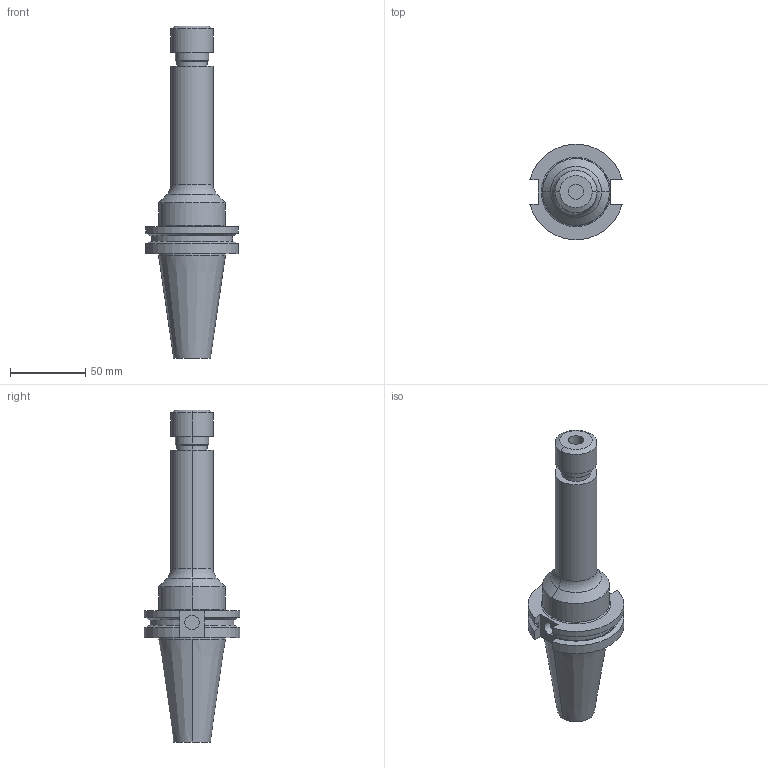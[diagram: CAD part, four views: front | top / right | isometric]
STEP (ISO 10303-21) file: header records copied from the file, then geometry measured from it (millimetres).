
FILE_DESCRIPTION (( 'STEP AP203' ), '1' );
FILE_NAME ('STP-46.122.16.600.STEP', '2018-01-24T01:30:28', ( 'user' ), ( '' ), 'SwSTEP 2.0', 'SolidWorks 2015', '' );
FILE_SCHEMA (( 'CONFIG_CONTROL_DESIGN' ));
Length unit declared in the file: millimetre
Products named in the file (1): STP-46.122.16.600
Bounding box: 61.35 x 63.26 x 220.65 mm (x, y, z)
Volume: 205066.5 mm3; surface area: 32330.4 mm2
Topology: 1 solids, 1 shells, 67 faces, 155 edges, 96 vertices
Faces by surface type: cylinder 28, plane 20, cone 14, torus 4, bspline 1
Entity records: 2024 total; most frequent: CARTESIAN_POINT 392, DIRECTION 350, ORIENTED_EDGE 306, EDGE_CURVE 153, AXIS2_PLACEMENT_3D 140, VERTEX_POINT 96, EDGE_LOOP 75, CIRCLE 73
